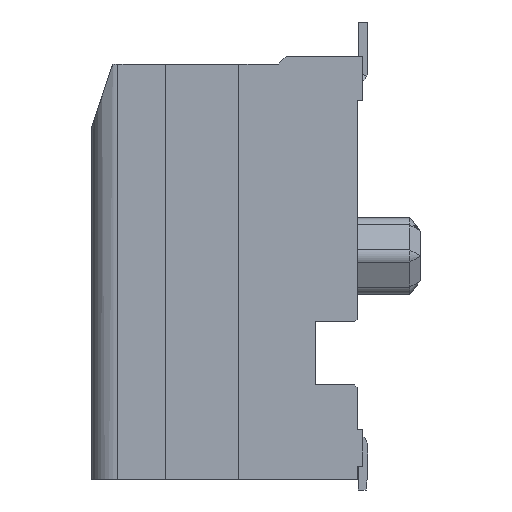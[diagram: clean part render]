
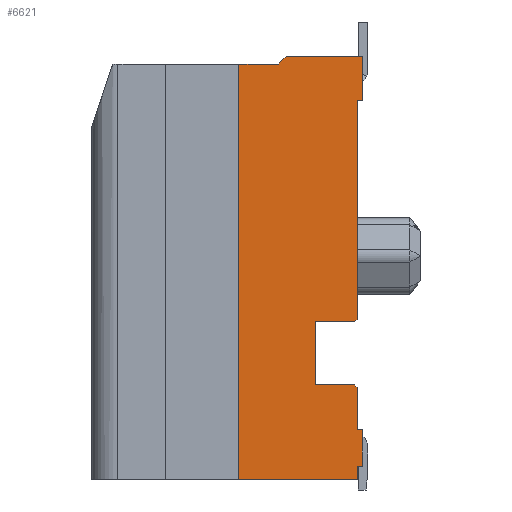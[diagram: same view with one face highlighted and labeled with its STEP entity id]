
A CAD part, left-side view. The second image highlights one B-rep face of the part: STEP entity #6621.
In plain terms, the highlighted planar face has unit normal (-1, 0, 0).
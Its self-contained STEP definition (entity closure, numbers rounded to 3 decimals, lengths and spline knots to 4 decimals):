
#617 = LINE ( 'NONE', #7839, #24557 ) ;
#674 = VERTEX_POINT ( 'NONE', #41216 ) ;
#919 = ORIENTED_EDGE ( 'NONE', *, *, #55394, .F. ) ;
#1214 = ORIENTED_EDGE ( 'NONE', *, *, #52479, .F. ) ;
#1538 = CARTESIAN_POINT ( 'NONE',  ( -5.5, 0.05, -7.9 ) ) ;
#2698 = DIRECTION ( 'NONE',  ( 1., 0., 0. ) ) ;
#2731 = VERTEX_POINT ( 'NONE', #37476 ) ;
#3247 = EDGE_CURVE ( 'NONE', #14429, #8755, #43441, .T. ) ;
#4088 = VERTEX_POINT ( 'NONE', #58418 ) ;
#4236 = DIRECTION ( 'NONE',  ( 0., 0., -1. ) ) ;
#4750 = VERTEX_POINT ( 'NONE', #74786 ) ;
#5434 = VECTOR ( 'NONE', #34429, 1000. ) ;
#5468 = CARTESIAN_POINT ( 'NONE',  ( -5.5, 2.3, -7.9 ) ) ;
#6033 = VERTEX_POINT ( 'NONE', #7008 ) ;
#6588 = CARTESIAN_POINT ( 'NONE',  ( -5.5, 0.1, -4.9 ) ) ;
#6621 = ADVANCED_FACE ( 'NONE', ( #52217 ), #73308, .F. ) ;
#7008 = CARTESIAN_POINT ( 'NONE',  ( -5.5, 1.4, 0.15 ) ) ;
#7839 = CARTESIAN_POINT ( 'NONE',  ( -5.5, 5.1, -7.9 ) ) ;
#8424 = LINE ( 'NONE', #12752, #22318 ) ;
#8755 = VERTEX_POINT ( 'NONE', #45535 ) ;
#8850 = DIRECTION ( 'NONE',  ( 0., 0., 1. ) ) ;
#9081 = DIRECTION ( 'NONE',  ( 0., 0.707, -0.707 ) ) ;
#9301 = DIRECTION ( 'NONE',  ( 0., 0., -1. ) ) ;
#9906 = DIRECTION ( 'NONE',  ( 0., 0., 1. ) ) ;
#9928 = ORIENTED_EDGE ( 'NONE', *, *, #79327, .F. ) ;
#10040 = VERTEX_POINT ( 'NONE', #65453 ) ;
#10085 = LINE ( 'NONE', #54979, #75398 ) ;
#10732 = CARTESIAN_POINT ( 'NONE',  ( -5.5, 1.55, 0.15 ) ) ;
#10855 = DIRECTION ( 'NONE',  ( 0., -1., 0. ) ) ;
#11612 = ORIENTED_EDGE ( 'NONE', *, *, #46656, .F. ) ;
#12752 = CARTESIAN_POINT ( 'NONE',  ( -5.5, 0.05, -0.7 ) ) ;
#12794 = EDGE_CURVE ( 'NONE', #674, #41682, #68181, .T. ) ;
#12861 = VECTOR ( 'NONE', #9081, 1000. ) ;
#13781 = LINE ( 'NONE', #69176, #56942 ) ;
#13815 = DIRECTION ( 'NONE',  ( 0., -0.707, 0.707 ) ) ;
#14429 = VERTEX_POINT ( 'NONE', #22652 ) ;
#16471 = ORIENTED_EDGE ( 'NONE', *, *, #64506, .T. ) ;
#18429 = ORIENTED_EDGE ( 'NONE', *, *, #30087, .T. ) ;
#20084 = DIRECTION ( 'NONE',  ( 0., -1., 0. ) ) ;
#20107 = ORIENTED_EDGE ( 'NONE', *, *, #78343, .T. ) ;
#21174 = VECTOR ( 'NONE', #9906, 1000. ) ;
#21826 = CARTESIAN_POINT ( 'NONE',  ( -5.5, 0.05, -6.95 ) ) ;
#22318 = VECTOR ( 'NONE', #70537, 1000. ) ;
#22612 = ORIENTED_EDGE ( 'NONE', *, *, #75999, .F. ) ;
#22652 = CARTESIAN_POINT ( 'NONE',  ( -5.5, 0.1, -4.9 ) ) ;
#22910 = EDGE_CURVE ( 'NONE', #67147, #27119, #617, .T. ) ;
#23452 = ORIENTED_EDGE ( 'NONE', *, *, #31438, .F. ) ;
#24557 = VECTOR ( 'NONE', #20084, 1000. ) ;
#25346 = LINE ( 'NONE', #10732, #36403 ) ;
#25721 = AXIS2_PLACEMENT_3D ( 'NONE', #78615, #2698, #8850 ) ;
#26408 = VECTOR ( 'NONE', #13815, 1000. ) ;
#26811 = DIRECTION ( 'NONE',  ( 0., 0., -1. ) ) ;
#27119 = VERTEX_POINT ( 'NONE', #1538 ) ;
#27774 = ORIENTED_EDGE ( 'NONE', *, *, #12794, .F. ) ;
#27910 = CARTESIAN_POINT ( 'NONE',  ( -5.5, -0.05, -7.65 ) ) ;
#29706 = EDGE_CURVE ( 'NONE', #56637, #80876, #56582, .T. ) ;
#29885 = LINE ( 'NONE', #39970, #79036 ) ;
#29919 = DIRECTION ( 'NONE',  ( 0., 0.707, 0.707 ) ) ;
#30087 = EDGE_CURVE ( 'NONE', #48112, #34459, #8424, .T. ) ;
#30890 = DIRECTION ( 'NONE',  ( 0., -1., 0. ) ) ;
#31438 = EDGE_CURVE ( 'NONE', #41946, #59392, #70412, .T. ) ;
#32279 = LINE ( 'NONE', #50125, #60381 ) ;
#32456 = CARTESIAN_POINT ( 'NONE',  ( -5.5, 0.85, -6.1 ) ) ;
#33148 = LINE ( 'NONE', #32456, #53215 ) ;
#33292 = LINE ( 'NONE', #41831, #21174 ) ;
#34429 = DIRECTION ( 'NONE',  ( 0., -1., 0. ) ) ;
#34459 = VERTEX_POINT ( 'NONE', #82554 ) ;
#35968 = EDGE_CURVE ( 'NONE', #2731, #10040, #32279, .T. ) ;
#36180 = LINE ( 'NONE', #5468, #72306 ) ;
#36285 = VECTOR ( 'NONE', #79856, 1000. ) ;
#36403 = VECTOR ( 'NONE', #30890, 1000. ) ;
#37476 = CARTESIAN_POINT ( 'NONE',  ( -5.5, 0.85, -6.1 ) ) ;
#37821 = CARTESIAN_POINT ( 'NONE',  ( -5.5, 0.05, -6.95 ) ) ;
#38114 = ORIENTED_EDGE ( 'NONE', *, *, #38937, .T. ) ;
#38937 = EDGE_CURVE ( 'NONE', #80876, #59392, #70001, .T. ) ;
#39970 = CARTESIAN_POINT ( 'NONE',  ( -5.5, 0.85, -4.9 ) ) ;
#40669 = CARTESIAN_POINT ( 'NONE',  ( -5.5, 0.05, -7.9 ) ) ;
#41216 = CARTESIAN_POINT ( 'NONE',  ( -5.5, 2.3, 0. ) ) ;
#41296 = LINE ( 'NONE', #40669, #76282 ) ;
#41682 = VERTEX_POINT ( 'NONE', #71853 ) ;
#41831 = CARTESIAN_POINT ( 'NONE',  ( -5.5, -0.05, -7.9 ) ) ;
#41849 = CARTESIAN_POINT ( 'NONE',  ( -5.5, 0.05, -7.65 ) ) ;
#41946 = VERTEX_POINT ( 'NONE', #60907 ) ;
#42165 = VERTEX_POINT ( 'NONE', #44289 ) ;
#42846 = VECTOR ( 'NONE', #46033, 1000. ) ;
#43039 = VECTOR ( 'NONE', #44367, 1000. ) ;
#43441 = LINE ( 'NONE', #6588, #26408 ) ;
#43447 = ORIENTED_EDGE ( 'NONE', *, *, #75914, .F. ) ;
#44289 = CARTESIAN_POINT ( 'NONE',  ( -5.5, 0.85, -4.9 ) ) ;
#44367 = DIRECTION ( 'NONE',  ( 0., -1., 0. ) ) ;
#45535 = CARTESIAN_POINT ( 'NONE',  ( -5.5, 0.05, -4.85 ) ) ;
#46033 = DIRECTION ( 'NONE',  ( 0., 0., 1. ) ) ;
#46656 = EDGE_CURVE ( 'NONE', #48112, #8755, #69204, .T. ) ;
#48112 = VERTEX_POINT ( 'NONE', #53952 ) ;
#48142 = VECTOR ( 'NONE', #70047, 1000. ) ;
#48636 = EDGE_CURVE ( 'NONE', #4750, #10040, #13781, .T. ) ;
#50125 = CARTESIAN_POINT ( 'NONE',  ( -5.5, 0.85, -6.1 ) ) ;
#50750 = ORIENTED_EDGE ( 'NONE', *, *, #29706, .T. ) ;
#52217 = FACE_OUTER_BOUND ( 'NONE', #72325, .T. ) ;
#52479 = EDGE_CURVE ( 'NONE', #6033, #4088, #25346, .T. ) ;
#53193 = DIRECTION ( 'NONE',  ( 0., -1., 0. ) ) ;
#53215 = VECTOR ( 'NONE', #26811, 1000. ) ;
#53408 = CARTESIAN_POINT ( 'NONE',  ( -5.5, 1.4, 0.15 ) ) ;
#53952 = CARTESIAN_POINT ( 'NONE',  ( -5.5, 0.05, -0.7 ) ) ;
#54979 = CARTESIAN_POINT ( 'NONE',  ( -5.5, 0.05, -6.95 ) ) ;
#55394 = EDGE_CURVE ( 'NONE', #67147, #674, #36180, .T. ) ;
#55682 = ORIENTED_EDGE ( 'NONE', *, *, #61553, .T. ) ;
#56582 = LINE ( 'NONE', #66133, #5434 ) ;
#56637 = VERTEX_POINT ( 'NONE', #41849 ) ;
#56942 = VECTOR ( 'NONE', #29919, 1000. ) ;
#58418 = CARTESIAN_POINT ( 'NONE',  ( -5.5, -0.05, 0.15 ) ) ;
#59392 = VERTEX_POINT ( 'NONE', #69727 ) ;
#60381 = VECTOR ( 'NONE', #10855, 1000. ) ;
#60907 = CARTESIAN_POINT ( 'NONE',  ( -5.5, 0.05, -6.95 ) ) ;
#61553 = EDGE_CURVE ( 'NONE', #34459, #4088, #33292, .T. ) ;
#64230 = ORIENTED_EDGE ( 'NONE', *, *, #22910, .T. ) ;
#64506 = EDGE_CURVE ( 'NONE', #42165, #14429, #29885, .T. ) ;
#65453 = CARTESIAN_POINT ( 'NONE',  ( -5.5, 0.1, -6.1 ) ) ;
#66133 = CARTESIAN_POINT ( 'NONE',  ( -5.5, 0.05, -7.65 ) ) ;
#67147 = VERTEX_POINT ( 'NONE', #69849 ) ;
#68181 = LINE ( 'NONE', #82741, #43039 ) ;
#69176 = CARTESIAN_POINT ( 'NONE',  ( -5.5, 0.1, -6.1 ) ) ;
#69204 = LINE ( 'NONE', #37821, #48142 ) ;
#69727 = CARTESIAN_POINT ( 'NONE',  ( -5.5, -0.05, -6.95 ) ) ;
#69849 = CARTESIAN_POINT ( 'NONE',  ( -5.5, 2.3, -7.9 ) ) ;
#70001 = LINE ( 'NONE', #82466, #42846 ) ;
#70047 = DIRECTION ( 'NONE',  ( 0., 0., -1. ) ) ;
#70412 = LINE ( 'NONE', #21826, #36285 ) ;
#70537 = DIRECTION ( 'NONE',  ( 0., -1., 0. ) ) ;
#71853 = CARTESIAN_POINT ( 'NONE',  ( -5.5, 1.55, 0. ) ) ;
#72306 = VECTOR ( 'NONE', #76877, 1000. ) ;
#72325 = EDGE_LOOP ( 'NONE', ( #27774, #919, #64230, #43447, #50750, #38114, #23452, #22612, #79960, #73272, #9928, #16471, #80768, #11612, #18429, #55682, #1214, #20107 ) ) ;
#73272 = ORIENTED_EDGE ( 'NONE', *, *, #35968, .F. ) ;
#73308 = PLANE ( 'NONE',  #25721 ) ;
#74786 = CARTESIAN_POINT ( 'NONE',  ( -5.5, 0.05, -6.15 ) ) ;
#75398 = VECTOR ( 'NONE', #4236, 1000. ) ;
#75914 = EDGE_CURVE ( 'NONE', #56637, #27119, #41296, .T. ) ;
#75999 = EDGE_CURVE ( 'NONE', #4750, #41946, #10085, .T. ) ;
#76282 = VECTOR ( 'NONE', #9301, 1000. ) ;
#76877 = DIRECTION ( 'NONE',  ( 0., 0., 1. ) ) ;
#77093 = LINE ( 'NONE', #53408, #12861 ) ;
#78343 = EDGE_CURVE ( 'NONE', #6033, #41682, #77093, .T. ) ;
#78615 = CARTESIAN_POINT ( 'NONE',  ( -5.5, 5.1, -7.9 ) ) ;
#79036 = VECTOR ( 'NONE', #53193, 1000. ) ;
#79327 = EDGE_CURVE ( 'NONE', #42165, #2731, #33148, .T. ) ;
#79856 = DIRECTION ( 'NONE',  ( 0., -1., 0. ) ) ;
#79960 = ORIENTED_EDGE ( 'NONE', *, *, #48636, .T. ) ;
#80768 = ORIENTED_EDGE ( 'NONE', *, *, #3247, .T. ) ;
#80876 = VERTEX_POINT ( 'NONE', #27910 ) ;
#82466 = CARTESIAN_POINT ( 'NONE',  ( -5.5, -0.05, -7.9 ) ) ;
#82554 = CARTESIAN_POINT ( 'NONE',  ( -5.5, -0.05, -0.7 ) ) ;
#82741 = CARTESIAN_POINT ( 'NONE',  ( -5.5, 5.1, 0. ) ) ;
